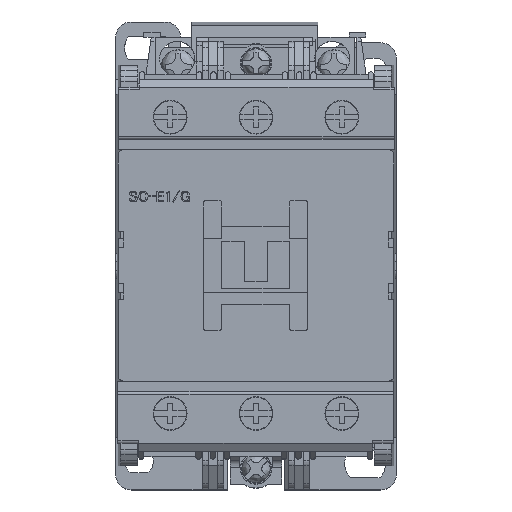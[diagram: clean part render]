
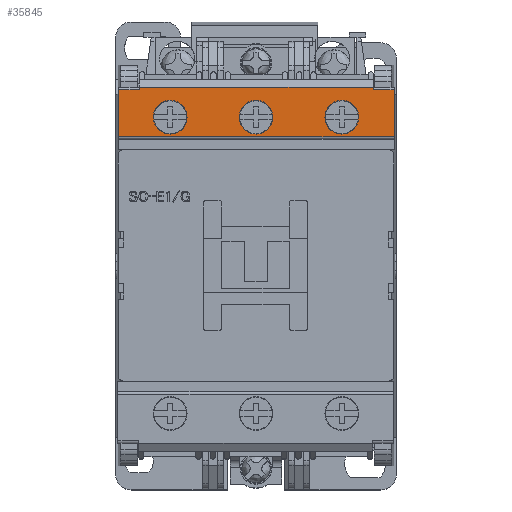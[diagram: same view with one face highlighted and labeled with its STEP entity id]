
A CAD part, top view. The second image highlights one B-rep face of the part: STEP entity #35845.
In plain terms, the highlighted planar face has unit normal (0, 0, 1).
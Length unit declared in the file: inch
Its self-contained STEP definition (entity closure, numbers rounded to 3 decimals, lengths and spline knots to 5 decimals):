
#1189 = CARTESIAN_POINT ( 'NONE',  ( -1.0405, 0.97441, 0.26772 ) ) ;
#1211 = CARTESIAN_POINT ( 'NONE',  ( 0.52165, 1.12205, 0.26772 ) ) ;
#1749 = VERTEX_POINT ( 'NONE', #41262 ) ;
#1871 = CARTESIAN_POINT ( 'NONE',  ( -1.0405, 0.97441, 0.26772 ) ) ;
#2230 = DIRECTION ( 'NONE',  ( 0., -1., 0. ) ) ;
#3083 = ORIENTED_EDGE ( 'NONE', *, *, #18623, .F. ) ;
#3514 = AXIS2_PLACEMENT_3D ( 'NONE', #42846, #97540, #50646 ) ;
#4109 = EDGE_CURVE ( 'NONE', #1749, #18062, #71461, .T. ) ;
#5760 = VECTOR ( 'NONE', #88213, 39.37008 ) ;
#6420 = VERTEX_POINT ( 'NONE', #13926 ) ;
#6882 = CIRCLE ( 'NONE', #36392, 0.12795 ) ;
#6947 = CARTESIAN_POINT ( 'NONE',  ( -0.88301, 0., 0.26772 ) ) ;
#7478 = EDGE_CURVE ( 'NONE', #10603, #96537, #24714, .T. ) ;
#7540 = ORIENTED_EDGE ( 'NONE', *, *, #70198, .T. ) ;
#7764 = VERTEX_POINT ( 'NONE', #68830 ) ;
#8021 = ORIENTED_EDGE ( 'NONE', *, *, #31511, .F. ) ;
#10603 = VERTEX_POINT ( 'NONE', #56906 ) ;
#11319 = CARTESIAN_POINT ( 'NONE',  ( -0.64961, 1.12205, 0.26772 ) ) ;
#11712 = CIRCLE ( 'NONE', #61881, 0.12795 ) ;
#12467 = CARTESIAN_POINT ( 'NONE',  ( -0.64961, 1.12205, 0.26772 ) ) ;
#13762 = DIRECTION ( 'NONE',  ( 0., 1., 0. ) ) ;
#13926 = CARTESIAN_POINT ( 'NONE',  ( 0.77756, 1.12205, 0.26772 ) ) ;
#14816 = DIRECTION ( 'NONE',  ( 0., 1., 0. ) ) ;
#16367 = EDGE_CURVE ( 'NONE', #96157, #7764, #56794, .T. ) ;
#18062 = VERTEX_POINT ( 'NONE', #62346 ) ;
#18623 = EDGE_CURVE ( 'NONE', #7764, #92782, #79592, .T. ) ;
#19167 = DIRECTION ( 'NONE',  ( 1., 0., 0. ) ) ;
#19745 = VECTOR ( 'NONE', #79126, 39.37008 ) ;
#20369 = DIRECTION ( 'NONE',  ( 1., 0., 0. ) ) ;
#24512 = CARTESIAN_POINT ( 'NONE',  ( -0.23341, 1.34843, 0.26772 ) ) ;
#24714 = LINE ( 'NONE', #49064, #66287 ) ;
#24928 = VECTOR ( 'NONE', #63768, 39.37008 ) ;
#27433 = LINE ( 'NONE', #1189, #24928 ) ;
#27541 = AXIS2_PLACEMENT_3D ( 'NONE', #81363, #34621, #89250 ) ;
#27748 = LINE ( 'NONE', #29658, #87635 ) ;
#28641 = CARTESIAN_POINT ( 'NONE',  ( 0., 1.12205, 0.26772 ) ) ;
#29658 = CARTESIAN_POINT ( 'NONE',  ( 1.04612, 0.97441, 0.26772 ) ) ;
#29673 = CARTESIAN_POINT ( 'NONE',  ( -1.0405, 1.32874, 0.26772 ) ) ;
#29807 = CIRCLE ( 'NONE', #27541, 0.12795 ) ;
#31054 = FACE_BOUND ( 'NONE', #44126, .T. ) ;
#31511 = EDGE_CURVE ( 'NONE', #98197, #47393, #27748, .T. ) ;
#31516 = CIRCLE ( 'NONE', #63700, 0.12795 ) ;
#32203 = ORIENTED_EDGE ( 'NONE', *, *, #87017, .T. ) ;
#32850 = CARTESIAN_POINT ( 'NONE',  ( 0.88864, 1.32874, 0.26772 ) ) ;
#33177 = CARTESIAN_POINT ( 'NONE',  ( 1.04612, 0.97441, 0.26772 ) ) ;
#33459 = DIRECTION ( 'NONE',  ( 0., 0., -1. ) ) ;
#34621 = DIRECTION ( 'NONE',  ( 0., 0., -1. ) ) ;
#34819 = CARTESIAN_POINT ( 'NONE',  ( 1.04612, 1.32874, 0.26772 ) ) ;
#35461 = CARTESIAN_POINT ( 'NONE',  ( -0.52165, 1.12205, 0.26772 ) ) ;
#35845 = ADVANCED_FACE ( 'NONE', ( #51816, #70116, #31054, #91017 ), #50298, .T. ) ;
#36392 = AXIS2_PLACEMENT_3D ( 'NONE', #80225, #33459, #88102 ) ;
#36585 = DIRECTION ( 'NONE',  ( 1., 0., 0. ) ) ;
#36962 = AXIS2_PLACEMENT_3D ( 'NONE', #11319, #65968, #19167 ) ;
#37290 = LINE ( 'NONE', #52761, #76325 ) ;
#38079 = VERTEX_POINT ( 'NONE', #35461 ) ;
#39169 = DIRECTION ( 'NONE',  ( 0., 0., -1. ) ) ;
#39303 = EDGE_CURVE ( 'NONE', #98197, #76549, #78865, .T. ) ;
#39827 = CARTESIAN_POINT ( 'NONE',  ( 0.88864, 1.34843, 0.26772 ) ) ;
#41262 = CARTESIAN_POINT ( 'NONE',  ( 0.12795, 1.12205, 0.26772 ) ) ;
#42399 = ORIENTED_EDGE ( 'NONE', *, *, #72486, .T. ) ;
#42846 = CARTESIAN_POINT ( 'NONE',  ( -1.0405, 1.32874, 0.26772 ) ) ;
#43213 = ORIENTED_EDGE ( 'NONE', *, *, #83713, .T. ) ;
#44126 = EDGE_LOOP ( 'NONE', ( #32203, #7540 ) ) ;
#47393 = VERTEX_POINT ( 'NONE', #33177 ) ;
#49064 = CARTESIAN_POINT ( 'NONE',  ( -1.0405, 0.97441, 0.26772 ) ) ;
#49820 = LINE ( 'NONE', #96162, #5760 ) ;
#50105 = CIRCLE ( 'NONE', #36962, 0.12795 ) ;
#50298 = PLANE ( 'NONE',  #3514 ) ;
#50646 = DIRECTION ( 'NONE',  ( 0., -1., 0. ) ) ;
#51816 = FACE_BOUND ( 'NONE', #69941, .T. ) ;
#52173 = ORIENTED_EDGE ( 'NONE', *, *, #77375, .T. ) ;
#52761 = CARTESIAN_POINT ( 'NONE',  ( 0.88864, 1.32874, 0.26772 ) ) ;
#56425 = EDGE_LOOP ( 'NONE', ( #52173, #42399 ) ) ;
#56794 = LINE ( 'NONE', #6947, #96011 ) ;
#56906 = CARTESIAN_POINT ( 'NONE',  ( -1.0405, 1.32874, 0.26772 ) ) ;
#60044 = CARTESIAN_POINT ( 'NONE',  ( -0.88301, 1.32874, 0.26772 ) ) ;
#60547 = VECTOR ( 'NONE', #99784, 39.37008 ) ;
#61881 = AXIS2_PLACEMENT_3D ( 'NONE', #12467, #67139, #20369 ) ;
#61900 = EDGE_CURVE ( 'NONE', #18062, #1749, #6882, .T. ) ;
#62346 = CARTESIAN_POINT ( 'NONE',  ( -0.12795, 1.12205, 0.26772 ) ) ;
#62789 = EDGE_CURVE ( 'NONE', #76549, #92782, #37290, .T. ) ;
#63700 = AXIS2_PLACEMENT_3D ( 'NONE', #85969, #39169, #93900 ) ;
#63768 = DIRECTION ( 'NONE',  ( 1., 0., 0. ) ) ;
#64530 = CARTESIAN_POINT ( 'NONE',  ( -0.77756, 1.12205, 0.26772 ) ) ;
#65968 = DIRECTION ( 'NONE',  ( 0., 0., -1. ) ) ;
#66287 = VECTOR ( 'NONE', #2230, 39.37008 ) ;
#66373 = ORIENTED_EDGE ( 'NONE', *, *, #62789, .T. ) ;
#67139 = DIRECTION ( 'NONE',  ( 0., 0., -1. ) ) ;
#68830 = CARTESIAN_POINT ( 'NONE',  ( -0.88301, 1.34843, 0.26772 ) ) ;
#69941 = EDGE_LOOP ( 'NONE', ( #91864, #87303 ) ) ;
#70116 = FACE_BOUND ( 'NONE', #56425, .T. ) ;
#70198 = EDGE_CURVE ( 'NONE', #81670, #6420, #29807, .T. ) ;
#71461 = CIRCLE ( 'NONE', #77901, 0.12795 ) ;
#72486 = EDGE_CURVE ( 'NONE', #86706, #38079, #50105, .T. ) ;
#76046 = ORIENTED_EDGE ( 'NONE', *, *, #16367, .F. ) ;
#76325 = VECTOR ( 'NONE', #13762, 39.37008 ) ;
#76549 = VERTEX_POINT ( 'NONE', #32850 ) ;
#77375 = EDGE_CURVE ( 'NONE', #38079, #86706, #11712, .T. ) ;
#77901 = AXIS2_PLACEMENT_3D ( 'NONE', #28641, #83312, #36585 ) ;
#78865 = LINE ( 'NONE', #29673, #60547 ) ;
#79013 = EDGE_LOOP ( 'NONE', ( #98449, #66373, #3083, #76046, #100584, #91709, #43213, #8021 ) ) ;
#79126 = DIRECTION ( 'NONE',  ( 1., 0., 0. ) ) ;
#79592 = LINE ( 'NONE', #24512, #19745 ) ;
#80225 = CARTESIAN_POINT ( 'NONE',  ( 0., 1.12205, 0.26772 ) ) ;
#81363 = CARTESIAN_POINT ( 'NONE',  ( 0.64961, 1.12205, 0.26772 ) ) ;
#81670 = VERTEX_POINT ( 'NONE', #1211 ) ;
#83312 = DIRECTION ( 'NONE',  ( 0., 0., -1. ) ) ;
#83713 = EDGE_CURVE ( 'NONE', #96537, #47393, #27433, .T. ) ;
#84296 = DIRECTION ( 'NONE',  ( 0., -1., 0. ) ) ;
#85969 = CARTESIAN_POINT ( 'NONE',  ( 0.64961, 1.12205, 0.26772 ) ) ;
#86706 = VERTEX_POINT ( 'NONE', #64530 ) ;
#87017 = EDGE_CURVE ( 'NONE', #6420, #81670, #31516, .T. ) ;
#87303 = ORIENTED_EDGE ( 'NONE', *, *, #61900, .T. ) ;
#87635 = VECTOR ( 'NONE', #84296, 39.37008 ) ;
#88102 = DIRECTION ( 'NONE',  ( 1., 0., 0. ) ) ;
#88213 = DIRECTION ( 'NONE',  ( -1., 0., 0. ) ) ;
#89250 = DIRECTION ( 'NONE',  ( 1., 0., 0. ) ) ;
#89793 = EDGE_CURVE ( 'NONE', #96157, #10603, #49820, .T. ) ;
#91017 = FACE_OUTER_BOUND ( 'NONE', #79013, .T. ) ;
#91709 = ORIENTED_EDGE ( 'NONE', *, *, #7478, .T. ) ;
#91864 = ORIENTED_EDGE ( 'NONE', *, *, #4109, .T. ) ;
#92782 = VERTEX_POINT ( 'NONE', #39827 ) ;
#93900 = DIRECTION ( 'NONE',  ( 1., 0., 0. ) ) ;
#96011 = VECTOR ( 'NONE', #14816, 39.37008 ) ;
#96157 = VERTEX_POINT ( 'NONE', #60044 ) ;
#96162 = CARTESIAN_POINT ( 'NONE',  ( -1.0405, 1.32874, 0.26772 ) ) ;
#96537 = VERTEX_POINT ( 'NONE', #1871 ) ;
#97540 = DIRECTION ( 'NONE',  ( 0., 0., 1. ) ) ;
#98197 = VERTEX_POINT ( 'NONE', #34819 ) ;
#98449 = ORIENTED_EDGE ( 'NONE', *, *, #39303, .T. ) ;
#99784 = DIRECTION ( 'NONE',  ( -1., 0., 0. ) ) ;
#100584 = ORIENTED_EDGE ( 'NONE', *, *, #89793, .T. ) ;
